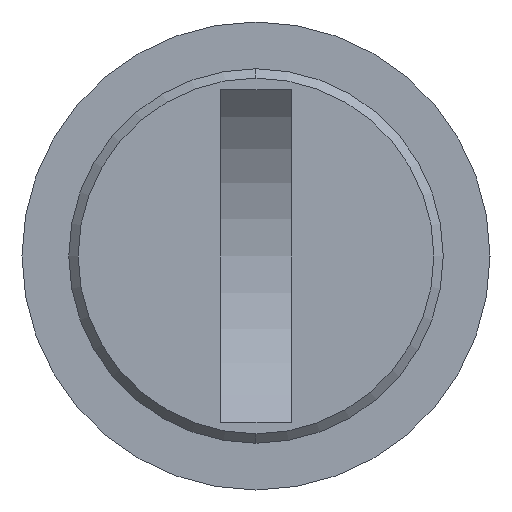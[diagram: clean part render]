
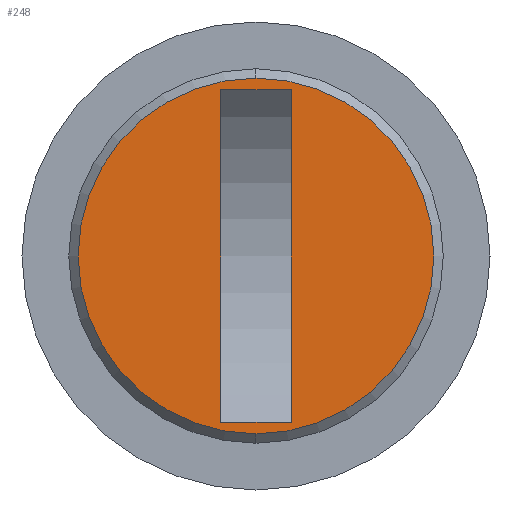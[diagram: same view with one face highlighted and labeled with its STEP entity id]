
A CAD part, left-side view. The second image highlights one B-rep face of the part: STEP entity #248.
In plain terms, the highlighted planar face has unit normal (-1, 0, 0).
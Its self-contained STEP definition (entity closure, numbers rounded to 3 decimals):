
#18 = CARTESIAN_POINT ( 'NONE',  ( -7.55, 0., -3.8 ) ) ;
#22 = EDGE_CURVE ( 'NONE', #812, #653, #386, .T. ) ;
#35 = EDGE_CURVE ( 'NONE', #780, #602, #72, .T. ) ;
#48 = AXIS2_PLACEMENT_3D ( 'NONE', #829, #305, #101 ) ;
#51 = VERTEX_POINT ( 'NONE', #632 ) ;
#56 = DIRECTION ( 'NONE',  ( 0., 0., 1. ) ) ;
#72 = LINE ( 'NONE', #705, #202 ) ;
#80 = CIRCLE ( 'NONE', #471, 3.8 ) ;
#86 = DIRECTION ( 'NONE',  ( 1., 0., 0. ) ) ;
#94 = ORIENTED_EDGE ( 'NONE', *, *, #180, .T. ) ;
#97 = VECTOR ( 'NONE', #402, 1000. ) ;
#98 = EDGE_LOOP ( 'NONE', ( #428, #301 ) ) ;
#101 = DIRECTION ( 'NONE',  ( 0., 0., -1. ) ) ;
#143 = ORIENTED_EDGE ( 'NONE', *, *, #655, .T. ) ;
#148 = CARTESIAN_POINT ( 'NONE',  ( -7.55, 0., 0. ) ) ;
#180 = EDGE_CURVE ( 'NONE', #51, #200, #761, .T. ) ;
#194 = CARTESIAN_POINT ( 'NONE',  ( -7.55, 0., 0. ) ) ;
#200 = VERTEX_POINT ( 'NONE', #604 ) ;
#202 = VECTOR ( 'NONE', #510, 1000. ) ;
#208 = DIRECTION ( 'NONE',  ( 0., 0., -1. ) ) ;
#230 = FACE_BOUND ( 'NONE', #325, .T. ) ;
#248 = ADVANCED_FACE ( 'NONE', ( #449, #230 ), #807, .F. ) ;
#301 = ORIENTED_EDGE ( 'NONE', *, *, #22, .T. ) ;
#305 = DIRECTION ( 'NONE',  ( -1., 0., 0. ) ) ;
#319 = VECTOR ( 'NONE', #56, 1000. ) ;
#325 = EDGE_LOOP ( 'NONE', ( #359, #530, #143, #94 ) ) ;
#328 = CARTESIAN_POINT ( 'NONE',  ( -7.55, -0.75, -3.55 ) ) ;
#330 = LINE ( 'NONE', #441, #319 ) ;
#359 = ORIENTED_EDGE ( 'NONE', *, *, #667, .F. ) ;
#386 = CIRCLE ( 'NONE', #48, 3.8 ) ;
#388 = CARTESIAN_POINT ( 'NONE',  ( -7.55, 0.75, -3.55 ) ) ;
#395 = CARTESIAN_POINT ( 'NONE',  ( -7.55, 0., 3.8 ) ) ;
#402 = DIRECTION ( 'NONE',  ( 0., -1., 0. ) ) ;
#415 = AXIS2_PLACEMENT_3D ( 'NONE', #148, #86, #208 ) ;
#428 = ORIENTED_EDGE ( 'NONE', *, *, #625, .T. ) ;
#441 = CARTESIAN_POINT ( 'NONE',  ( -7.55, 0.75, 0. ) ) ;
#449 = FACE_OUTER_BOUND ( 'NONE', #98, .T. ) ;
#471 = AXIS2_PLACEMENT_3D ( 'NONE', #194, #585, #657 ) ;
#510 = DIRECTION ( 'NONE',  ( 0., 1., 0. ) ) ;
#530 = ORIENTED_EDGE ( 'NONE', *, *, #35, .T. ) ;
#585 = DIRECTION ( 'NONE',  ( -1., 0., 0. ) ) ;
#602 = VERTEX_POINT ( 'NONE', #388 ) ;
#604 = CARTESIAN_POINT ( 'NONE',  ( -7.55, -0.75, 3.55 ) ) ;
#625 = EDGE_CURVE ( 'NONE', #653, #812, #80, .T. ) ;
#632 = CARTESIAN_POINT ( 'NONE',  ( -7.55, 0.75, 3.55 ) ) ;
#637 = LINE ( 'NONE', #668, #724 ) ;
#653 = VERTEX_POINT ( 'NONE', #18 ) ;
#655 = EDGE_CURVE ( 'NONE', #602, #51, #330, .T. ) ;
#657 = DIRECTION ( 'NONE',  ( 0., 0., -1. ) ) ;
#667 = EDGE_CURVE ( 'NONE', #780, #200, #637, .T. ) ;
#668 = CARTESIAN_POINT ( 'NONE',  ( -7.55, -0.75, 0. ) ) ;
#705 = CARTESIAN_POINT ( 'NONE',  ( -7.55, -0.75, -3.55 ) ) ;
#709 = CARTESIAN_POINT ( 'NONE',  ( -7.55, -0.75, 3.55 ) ) ;
#724 = VECTOR ( 'NONE', #791, 1000. ) ;
#761 = LINE ( 'NONE', #709, #97 ) ;
#780 = VERTEX_POINT ( 'NONE', #328 ) ;
#791 = DIRECTION ( 'NONE',  ( 0., 0., 1. ) ) ;
#807 = PLANE ( 'NONE',  #415 ) ;
#812 = VERTEX_POINT ( 'NONE', #395 ) ;
#829 = CARTESIAN_POINT ( 'NONE',  ( -7.55, 0., 0. ) ) ;
